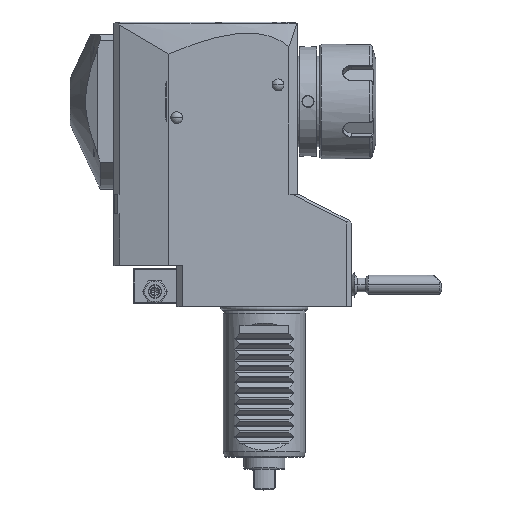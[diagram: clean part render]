
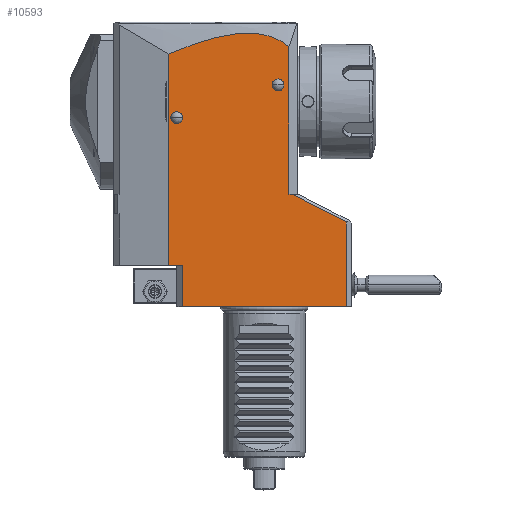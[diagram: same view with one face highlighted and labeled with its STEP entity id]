
A CAD part, top view. The second image highlights one B-rep face of the part: STEP entity #10593.
In plain terms, the highlighted planar face has unit normal (0, 0, 1).
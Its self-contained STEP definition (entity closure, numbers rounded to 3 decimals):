
#121=DIRECTION('',(0.,1.,0.));
#122=VECTOR('',#121,77.292);
#123=CARTESIAN_POINT('',(-12.,-26.,32.));
#124=LINE('',#123,#122);
#125=CARTESIAN_POINT('',(32.,53.997,32.));
#126=CARTESIAN_POINT('',(31.765,54.193,32.));
#127=CARTESIAN_POINT('',(31.29,54.57,32.));
#128=CARTESIAN_POINT('',(30.564,55.098,32.));
#129=CARTESIAN_POINT('',(29.821,55.589,32.));
#130=CARTESIAN_POINT('',(29.063,56.044,32.));
#131=CARTESIAN_POINT('',(28.283,56.466,32.));
#132=CARTESIAN_POINT('',(27.479,56.856,32.));
#133=CARTESIAN_POINT('',(26.651,57.214,32.));
#134=CARTESIAN_POINT('',(25.796,57.54,32.));
#135=CARTESIAN_POINT('',(24.907,57.836,32.));
#136=CARTESIAN_POINT('',(23.982,58.1,32.));
#137=CARTESIAN_POINT('',(23.019,58.331,32.));
#138=CARTESIAN_POINT('',(22.01,58.529,32.));
#139=CARTESIAN_POINT('',(20.95,58.692,32.));
#140=CARTESIAN_POINT('',(19.835,58.816,32.));
#141=CARTESIAN_POINT('',(18.657,58.901,32.));
#142=CARTESIAN_POINT('',(17.408,58.941,32.));
#143=CARTESIAN_POINT('',(16.083,58.932,32.));
#144=CARTESIAN_POINT('',(14.668,58.87,32.));
#145=CARTESIAN_POINT('',(13.148,58.746,32.));
#146=CARTESIAN_POINT('',(11.511,58.554,32.));
#147=CARTESIAN_POINT('',(9.749,58.284,32.));
#148=CARTESIAN_POINT('',(7.854,57.928,32.));
#149=CARTESIAN_POINT('',(5.834,57.479,32.));
#150=CARTESIAN_POINT('',(3.705,56.938,32.));
#151=CARTESIAN_POINT('',(1.457,56.296,32.));
#152=CARTESIAN_POINT('',(-0.924,55.547,32.));
#153=CARTESIAN_POINT('',(-3.446,54.684,32.));
#154=CARTESIAN_POINT('',(-6.119,53.697,32.));
#155=CARTESIAN_POINT('',(-8.955,52.579,32.));
#156=CARTESIAN_POINT('',(-10.966,51.737,32.));
#157=CARTESIAN_POINT('',(-12.,51.292,32.));
#159=DIRECTION('',(0.,-1.,0.));
#160=VECTOR('',#159,53.997);
#161=CARTESIAN_POINT('',(32.,53.997,32.));
#162=LINE('',#161,#160);
#163=DIRECTION('',(-0.891,0.454,0.));
#164=VECTOR('',#163,22.254);
#165=CARTESIAN_POINT('',(53.,-10.103,32.));
#166=LINE('',#165,#164);
#167=CARTESIAN_POINT('',(-9.,28.,32.));
#168=DIRECTION('',(0.,0.,-1.));
#169=DIRECTION('',(-1.,0.,0.));
#170=AXIS2_PLACEMENT_3D('',#167,#168,#169);
#172=CARTESIAN_POINT('',(-9.,28.,32.));
#173=DIRECTION('',(0.,0.,-1.));
#174=DIRECTION('',(1.,0.,0.));
#175=AXIS2_PLACEMENT_3D('',#172,#173,#174);
#177=CARTESIAN_POINT('',(28.,40.,32.));
#178=DIRECTION('',(0.,0.,-1.));
#179=DIRECTION('',(-1.,0.,0.));
#180=AXIS2_PLACEMENT_3D('',#177,#178,#179);
#182=CARTESIAN_POINT('',(28.,40.,32.));
#183=DIRECTION('',(0.,0.,-1.));
#184=DIRECTION('',(1.,0.,0.));
#185=AXIS2_PLACEMENT_3D('',#182,#183,#184);
#191=DIRECTION('',(0.,1.,0.));
#192=VECTOR('',#191,30.897);
#193=CARTESIAN_POINT('',(53.,-41.,32.));
#194=LINE('',#193,#192);
#309=DIRECTION('',(0.,-1.,0.));
#310=VECTOR('',#309,15.);
#311=CARTESIAN_POINT('',(-7.,-26.,32.));
#312=LINE('',#311,#310);
#341=DIRECTION('',(-1.,0.,0.));
#342=VECTOR('',#341,60.);
#343=CARTESIAN_POINT('',(53.,-41.,32.));
#344=LINE('',#343,#342);
#1785=DIRECTION('',(1.,0.,0.));
#1786=VECTOR('',#1785,5.);
#1787=CARTESIAN_POINT('',(-12.,-26.,32.));
#1788=LINE('',#1787,#1786);
#2018=DIRECTION('',(1.,0.,0.));
#2019=VECTOR('',#2018,1.171);
#2020=CARTESIAN_POINT('',(32.,0.,32.));
#2021=LINE('',#2020,#2019);
#9231=VERTEX_POINT('',#125);
#9232=VERTEX_POINT('',#157);
#9565=CARTESIAN_POINT('',(33.171,0.,32.));
#9567=VERTEX_POINT('',#9565);
#9571=CARTESIAN_POINT('',(53.,-10.103,32.));
#9572=VERTEX_POINT('',#9571);
#9595=CARTESIAN_POINT('',(32.,0.,32.));
#9596=VERTEX_POINT('',#9595);
#9801=CARTESIAN_POINT('',(-7.,-26.,32.));
#9802=VERTEX_POINT('',#9801);
#10208=CARTESIAN_POINT('',(-12.,-26.,32.));
#10210=VERTEX_POINT('',#10208);
#10217=CARTESIAN_POINT('',(53.,-41.,32.));
#10219=VERTEX_POINT('',#10217);
#10220=CARTESIAN_POINT('',(-7.,-41.,32.));
#10221=VERTEX_POINT('',#10220);
#10434=CARTESIAN_POINT('',(-11.17,28.,32.));
#10435=CARTESIAN_POINT('',(-6.83,28.,32.));
#10436=VERTEX_POINT('',#10434);
#10437=VERTEX_POINT('',#10435);
#10440=CARTESIAN_POINT('',(25.83,40.,32.));
#10441=CARTESIAN_POINT('',(30.17,40.,32.));
#10442=VERTEX_POINT('',#10440);
#10443=VERTEX_POINT('',#10441);
#10557=CARTESIAN_POINT('',(-32.,0.,32.));
#10558=DIRECTION('',(0.,0.,1.));
#10559=DIRECTION('',(1.,0.,0.));
#10560=AXIS2_PLACEMENT_3D('',#10557,#10558,#10559);
#10561=PLANE('',#10560);
#10563=ORIENTED_EDGE('',*,*,#10562,.F.);
#10565=ORIENTED_EDGE('',*,*,#10564,.T.);
#10567=ORIENTED_EDGE('',*,*,#10566,.F.);
#10569=ORIENTED_EDGE('',*,*,#10568,.F.);
#10570=ORIENTED_EDGE('',*,*,#10511,.T.);
#10572=ORIENTED_EDGE('',*,*,#10571,.F.);
#10574=ORIENTED_EDGE('',*,*,#10573,.T.);
#10576=ORIENTED_EDGE('',*,*,#10575,.T.);
#10578=ORIENTED_EDGE('',*,*,#10577,.F.);
#10579=EDGE_LOOP('',(#10563,#10565,#10567,#10569,#10570,#10572,#10574,#10576,
#10578));
#10580=FACE_OUTER_BOUND('',#10579,.F.);
#10582=ORIENTED_EDGE('',*,*,#10581,.F.);
#10584=ORIENTED_EDGE('',*,*,#10583,.F.);
#10585=EDGE_LOOP('',(#10582,#10584));
#10586=FACE_BOUND('',#10585,.F.);
#10588=ORIENTED_EDGE('',*,*,#10587,.F.);
#10590=ORIENTED_EDGE('',*,*,#10589,.F.);
#10591=EDGE_LOOP('',(#10588,#10590));
#10592=FACE_BOUND('',#10591,.F.);
#158=B_SPLINE_CURVE_WITH_KNOTS('',3,(#125,#126,#127,#128,#129,#130,#131,#132,
#133,#134,#135,#136,#137,#138,#139,#140,#141,#142,#143,#144,#145,#146,#147,#148,
#149,#150,#151,#152,#153,#154,#155,#156,#157),.UNSPECIFIED.,.F.,.F.,(4,1,1,1,1,
1,1,1,1,1,1,1,1,1,1,1,1,1,1,1,1,1,1,1,1,1,1,1,1,1,4),(0.,0.033,
0.067,0.1,0.133,0.167,0.2,
0.233,0.267,0.3,0.333,0.367,
0.4,0.433,0.467,0.5,0.533,
0.567,0.6,0.633,0.667,0.7,
0.733,0.767,0.8,0.833,0.867,
0.9,0.933,0.967,1.),.UNSPECIFIED.);
#171=CIRCLE('',#170,2.17);
#176=CIRCLE('',#175,2.17);
#181=CIRCLE('',#180,2.17);
#186=CIRCLE('',#185,2.17);
#10511=EDGE_CURVE('',#10210,#9232,#124,.T.);
#10562=EDGE_CURVE('',#10219,#9572,#194,.T.);
#10564=EDGE_CURVE('',#10219,#10221,#344,.T.);
#10566=EDGE_CURVE('',#9802,#10221,#312,.T.);
#10568=EDGE_CURVE('',#10210,#9802,#1788,.T.);
#10571=EDGE_CURVE('',#9231,#9232,#158,.T.);
#10573=EDGE_CURVE('',#9231,#9596,#162,.T.);
#10575=EDGE_CURVE('',#9596,#9567,#2021,.T.);
#10577=EDGE_CURVE('',#9572,#9567,#166,.T.);
#10581=EDGE_CURVE('',#10436,#10437,#171,.T.);
#10583=EDGE_CURVE('',#10437,#10436,#176,.T.);
#10587=EDGE_CURVE('',#10442,#10443,#181,.T.);
#10589=EDGE_CURVE('',#10443,#10442,#186,.T.);
#10593=ADVANCED_FACE('',(#10580,#10586,#10592),#10561,.T.);
